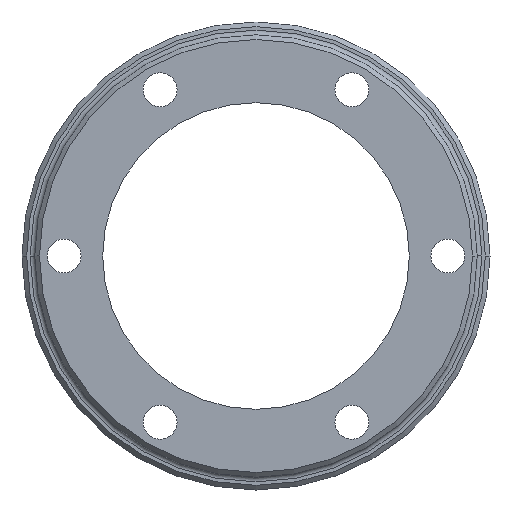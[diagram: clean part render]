
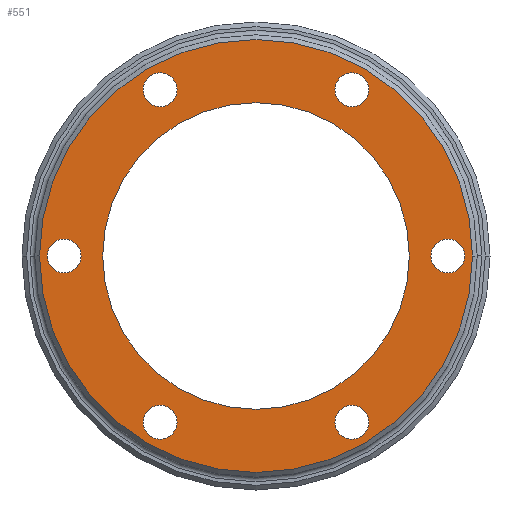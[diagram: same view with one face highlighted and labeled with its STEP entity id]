
A CAD part, left-side view. The second image highlights one B-rep face of the part: STEP entity #551.
In plain terms, the highlighted planar face has unit normal (-1, 0, 0).
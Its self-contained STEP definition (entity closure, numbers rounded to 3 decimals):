
#2=CARTESIAN_POINT('',(-1.75,0.,
0.));
#3=DIRECTION('',(-1.,0.,0.));
#4=DIRECTION('',(0.,1.,0.));
#5=AXIS2_PLACEMENT_3D('',#2,#3,#4);
#7=CARTESIAN_POINT('',(-1.75,0.,0.));
#8=DIRECTION('',(-1.,0.,0.));
#9=DIRECTION('',(0.,-1.,0.));
#10=AXIS2_PLACEMENT_3D('',#7,#8,#9);
#12=CARTESIAN_POINT('',(-1.75,8.2,0.));
#13=DIRECTION('',(1.,0.,0.));
#14=DIRECTION('',(0.,1.,0.));
#15=AXIS2_PLACEMENT_3D('',#12,#13,#14);
#17=CARTESIAN_POINT('',(-1.75,8.2,0.));
#18=DIRECTION('',(1.,0.,0.));
#19=DIRECTION('',(0.,-1.,0.));
#20=AXIS2_PLACEMENT_3D('',#17,#18,#19);
#22=CARTESIAN_POINT('',(-1.75,4.1,-7.101));
#23=DIRECTION('',(1.,0.,0.));
#24=DIRECTION('',(0.,1.,0.));
#25=AXIS2_PLACEMENT_3D('',#22,#23,#24);
#27=CARTESIAN_POINT('',(-1.75,4.1,-7.101));
#28=DIRECTION('',(1.,0.,0.));
#29=DIRECTION('',(0.,-1.,0.));
#30=AXIS2_PLACEMENT_3D('',#27,#28,#29);
#32=CARTESIAN_POINT('',(-1.75,-4.1,-7.101));
#33=DIRECTION('',(1.,0.,0.));
#34=DIRECTION('',(0.,1.,0.));
#35=AXIS2_PLACEMENT_3D('',#32,#33,#34);
#37=CARTESIAN_POINT('',(-1.75,-4.1,-7.101));
#38=DIRECTION('',(1.,0.,0.));
#39=DIRECTION('',(0.,-1.,0.));
#40=AXIS2_PLACEMENT_3D('',#37,#38,#39);
#42=CARTESIAN_POINT('',(-1.75,-8.2,0.));
#43=DIRECTION('',(1.,0.,0.));
#44=DIRECTION('',(0.,1.,0.));
#45=AXIS2_PLACEMENT_3D('',#42,#43,#44);
#47=CARTESIAN_POINT('',(-1.75,-8.2,0.));
#48=DIRECTION('',(1.,0.,0.));
#49=DIRECTION('',(0.,-1.,0.));
#50=AXIS2_PLACEMENT_3D('',#47,#48,#49);
#52=CARTESIAN_POINT('',(-1.75,-4.1,7.101));
#53=DIRECTION('',(1.,0.,0.));
#54=DIRECTION('',(0.,1.,0.));
#55=AXIS2_PLACEMENT_3D('',#52,#53,#54);
#57=CARTESIAN_POINT('',(-1.75,-4.1,7.101));
#58=DIRECTION('',(1.,0.,0.));
#59=DIRECTION('',(0.,-1.,0.));
#60=AXIS2_PLACEMENT_3D('',#57,#58,#59);
#62=CARTESIAN_POINT('',(-1.75,4.1,7.101));
#63=DIRECTION('',(1.,0.,0.));
#64=DIRECTION('',(0.,1.,0.));
#65=AXIS2_PLACEMENT_3D('',#62,#63,#64);
#67=CARTESIAN_POINT('',(-1.75,4.1,7.101));
#68=DIRECTION('',(1.,0.,0.));
#69=DIRECTION('',(0.,-1.,0.));
#70=AXIS2_PLACEMENT_3D('',#67,#68,#69);
#72=CARTESIAN_POINT('',(-1.75,0.,0.));
#73=DIRECTION('',(1.,0.,0.));
#74=DIRECTION('',(0.,1.,0.));
#75=AXIS2_PLACEMENT_3D('',#72,#73,#74);
#85=CARTESIAN_POINT('',(-1.75,0.,0.));
#86=DIRECTION('',(-1.,0.,0.));
#87=DIRECTION('',(0.,1.,0.));
#88=AXIS2_PLACEMENT_3D('',#85,#86,#87);
#434=CARTESIAN_POINT('',(-1.75,6.55,0.));
#436=VERTEX_POINT('',#434);
#438=CARTESIAN_POINT('',(-1.75,-6.55,0.));
#440=VERTEX_POINT('',#438);
#446=CARTESIAN_POINT('',(-1.75,9.25,0.));
#447=CARTESIAN_POINT('',(-1.75,-9.25,0.));
#448=VERTEX_POINT('',#446);
#449=VERTEX_POINT('',#447);
#450=CARTESIAN_POINT('',(-1.75,8.925,0.));
#451=CARTESIAN_POINT('',(-1.75,7.475,0.));
#452=VERTEX_POINT('',#450);
#453=VERTEX_POINT('',#451);
#458=CARTESIAN_POINT('',(-1.75,4.825,-7.101));
#459=CARTESIAN_POINT('',(-1.75,3.375,-7.101));
#460=VERTEX_POINT('',#458);
#461=VERTEX_POINT('',#459);
#466=CARTESIAN_POINT('',(-1.75,-3.375,-7.101));
#467=CARTESIAN_POINT('',(-1.75,-4.825,-7.101));
#468=VERTEX_POINT('',#466);
#469=VERTEX_POINT('',#467);
#474=CARTESIAN_POINT('',(-1.75,-7.475,0.));
#475=CARTESIAN_POINT('',(-1.75,-8.925,0.));
#476=VERTEX_POINT('',#474);
#477=VERTEX_POINT('',#475);
#482=CARTESIAN_POINT('',(-1.75,-3.375,7.101));
#483=CARTESIAN_POINT('',(-1.75,-4.825,7.101));
#484=VERTEX_POINT('',#482);
#485=VERTEX_POINT('',#483);
#490=CARTESIAN_POINT('',(-1.75,4.825,7.101));
#491=CARTESIAN_POINT('',(-1.75,3.375,7.101));
#492=VERTEX_POINT('',#490);
#493=VERTEX_POINT('',#491);
#498=CARTESIAN_POINT('',(-1.75,0.,0.));
#499=DIRECTION('',(1.,0.,0.));
#500=DIRECTION('',(0.,-1.,0.));
#501=AXIS2_PLACEMENT_3D('',#498,#499,#500);
#502=PLANE('',#501);
#504=ORIENTED_EDGE('',*,*,#503,.F.);
#506=ORIENTED_EDGE('',*,*,#505,.F.);
#507=EDGE_LOOP('',(#504,#506));
#508=FACE_OUTER_BOUND('',#507,.F.);
#510=ORIENTED_EDGE('',*,*,#509,.F.);
#512=ORIENTED_EDGE('',*,*,#511,.T.);
#513=EDGE_LOOP('',(#510,#512));
#514=FACE_BOUND('',#513,.F.);
#516=ORIENTED_EDGE('',*,*,#515,.F.);
#518=ORIENTED_EDGE('',*,*,#517,.F.);
#519=EDGE_LOOP('',(#516,#518));
#520=FACE_BOUND('',#519,.F.);
#522=ORIENTED_EDGE('',*,*,#521,.F.);
#524=ORIENTED_EDGE('',*,*,#523,.F.);
#525=EDGE_LOOP('',(#522,#524));
#526=FACE_BOUND('',#525,.F.);
#528=ORIENTED_EDGE('',*,*,#527,.F.);
#530=ORIENTED_EDGE('',*,*,#529,.F.);
#531=EDGE_LOOP('',(#528,#530));
#532=FACE_BOUND('',#531,.F.);
#534=ORIENTED_EDGE('',*,*,#533,.F.);
#536=ORIENTED_EDGE('',*,*,#535,.F.);
#537=EDGE_LOOP('',(#534,#536));
#538=FACE_BOUND('',#537,.F.);
#540=ORIENTED_EDGE('',*,*,#539,.F.);
#542=ORIENTED_EDGE('',*,*,#541,.F.);
#543=EDGE_LOOP('',(#540,#542));
#544=FACE_BOUND('',#543,.F.);
#546=ORIENTED_EDGE('',*,*,#545,.F.);
#548=ORIENTED_EDGE('',*,*,#547,.F.);
#549=EDGE_LOOP('',(#546,#548));
#550=FACE_BOUND('',#549,.F.);
#551=ADVANCED_FACE('',(#508,#514,#520,#526,#532,#538,#544,#550),#502,.F.);
#6=CIRCLE('',#5,9.25);
#11=CIRCLE('',#10,9.25);
#16=CIRCLE('',#15,0.725);
#21=CIRCLE('',#20,0.725);
#26=CIRCLE('',#25,0.725);
#31=CIRCLE('',#30,0.725);
#36=CIRCLE('',#35,0.725);
#41=CIRCLE('',#40,0.725);
#46=CIRCLE('',#45,0.725);
#51=CIRCLE('',#50,0.725);
#56=CIRCLE('',#55,0.725);
#61=CIRCLE('',#60,0.725);
#66=CIRCLE('',#65,0.725);
#71=CIRCLE('',#70,0.725);
#76=CIRCLE('',#75,6.55);
#89=CIRCLE('',#88,6.55);
#503=EDGE_CURVE('',#448,#449,#6,.T.);
#505=EDGE_CURVE('',#449,#448,#11,.T.);
#509=EDGE_CURVE('',#436,#440,#76,.T.);
#511=EDGE_CURVE('',#436,#440,#89,.T.);
#515=EDGE_CURVE('',#452,#453,#16,.T.);
#517=EDGE_CURVE('',#453,#452,#21,.T.);
#521=EDGE_CURVE('',#460,#461,#26,.T.);
#523=EDGE_CURVE('',#461,#460,#31,.T.);
#527=EDGE_CURVE('',#468,#469,#36,.T.);
#529=EDGE_CURVE('',#469,#468,#41,.T.);
#533=EDGE_CURVE('',#476,#477,#46,.T.);
#535=EDGE_CURVE('',#477,#476,#51,.T.);
#539=EDGE_CURVE('',#484,#485,#56,.T.);
#541=EDGE_CURVE('',#485,#484,#61,.T.);
#545=EDGE_CURVE('',#492,#493,#66,.T.);
#547=EDGE_CURVE('',#493,#492,#71,.T.);
